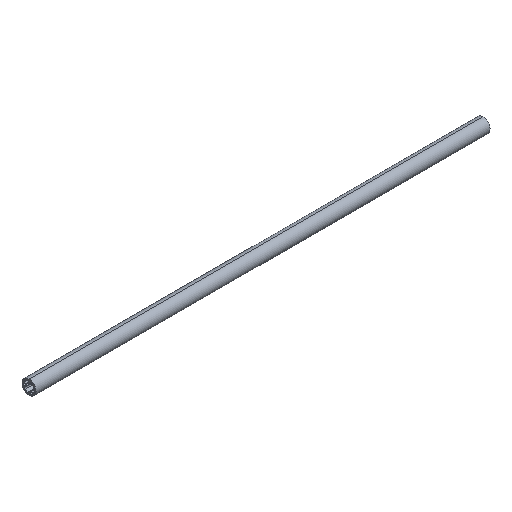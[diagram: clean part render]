
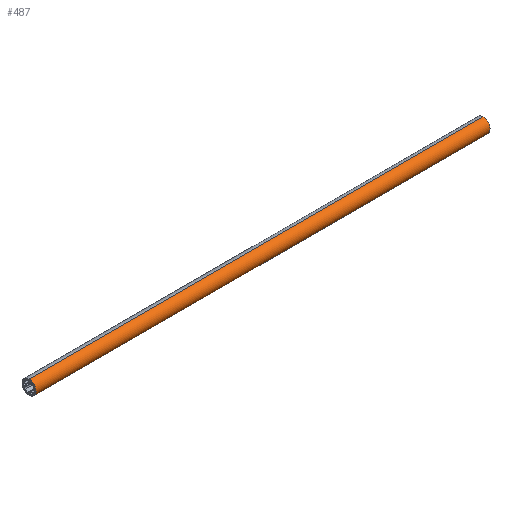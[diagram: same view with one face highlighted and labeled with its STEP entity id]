
A CAD part, isometric view. The second image highlights one B-rep face of the part: STEP entity #487.
In plain terms, the highlighted cylindrical face has radius 12.5 mm (diameter 25 mm), a partial arc.
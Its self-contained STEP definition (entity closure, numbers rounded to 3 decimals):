
#34 = VECTOR ( 'NONE', #551, 1000. ) ;
#59 = DIRECTION ( 'NONE',  ( -1., 0., 0. ) ) ;
#75 = VECTOR ( 'NONE', #372, 1000. ) ;
#105 = CARTESIAN_POINT ( 'NONE',  ( 405., 0., -12.5 ) ) ;
#139 = CIRCLE ( 'NONE', #979, 12.5 ) ;
#160 = CIRCLE ( 'NONE', #583, 12.5 ) ;
#179 = CARTESIAN_POINT ( 'NONE',  ( -134.295, 0., 0. ) ) ;
#283 = VERTEX_POINT ( 'NONE', #105 ) ;
#331 = ORIENTED_EDGE ( 'NONE', *, *, #1120, .T. ) ;
#372 = DIRECTION ( 'NONE',  ( -1., 0., 0. ) ) ;
#444 = DIRECTION ( 'NONE',  ( 0., 0., 1. ) ) ;
#480 = DIRECTION ( 'NONE',  ( 0., 0., 1. ) ) ;
#487 = ADVANCED_FACE ( 'NONE', ( #1165 ), #882, .T. ) ;
#491 = ORIENTED_EDGE ( 'NONE', *, *, #927, .F. ) ;
#495 = CARTESIAN_POINT ( 'NONE',  ( -134.295, 0., -12.5 ) ) ;
#551 = DIRECTION ( 'NONE',  ( -1., 0., 0. ) ) ;
#568 = DIRECTION ( 'NONE',  ( -1., 0., 0. ) ) ;
#583 = AXIS2_PLACEMENT_3D ( 'NONE', #1066, #568, #444 ) ;
#604 = DIRECTION ( 'NONE',  ( -1., 0., 0. ) ) ;
#621 = LINE ( 'NONE', #495, #75 ) ;
#652 = EDGE_LOOP ( 'NONE', ( #491, #331, #1050, #1109 ) ) ;
#675 = CARTESIAN_POINT ( 'NONE',  ( -134.295, 0., 12.5 ) ) ;
#722 = VERTEX_POINT ( 'NONE', #855 ) ;
#734 = CARTESIAN_POINT ( 'NONE',  ( -405., 0., -12.5 ) ) ;
#798 = LINE ( 'NONE', #675, #34 ) ;
#832 = EDGE_CURVE ( 'NONE', #722, #910, #798, .T. ) ;
#854 = CARTESIAN_POINT ( 'NONE',  ( 405., 0., 0. ) ) ;
#855 = CARTESIAN_POINT ( 'NONE',  ( 405., 0., 12.5 ) ) ;
#882 = CYLINDRICAL_SURFACE ( 'NONE', #928, 12.5 ) ;
#896 = CARTESIAN_POINT ( 'NONE',  ( -405., 0., 12.5 ) ) ;
#910 = VERTEX_POINT ( 'NONE', #896 ) ;
#927 = EDGE_CURVE ( 'NONE', #283, #1115, #621, .T. ) ;
#928 = AXIS2_PLACEMENT_3D ( 'NONE', #179, #59, #1143 ) ;
#979 = AXIS2_PLACEMENT_3D ( 'NONE', #854, #604, #480 ) ;
#1050 = ORIENTED_EDGE ( 'NONE', *, *, #832, .T. ) ;
#1061 = EDGE_CURVE ( 'NONE', #1115, #910, #160, .T. ) ;
#1066 = CARTESIAN_POINT ( 'NONE',  ( -405., 0., 0. ) ) ;
#1109 = ORIENTED_EDGE ( 'NONE', *, *, #1061, .F. ) ;
#1115 = VERTEX_POINT ( 'NONE', #734 ) ;
#1120 = EDGE_CURVE ( 'NONE', #283, #722, #139, .T. ) ;
#1143 = DIRECTION ( 'NONE',  ( 0., 0., 1. ) ) ;
#1165 = FACE_OUTER_BOUND ( 'NONE', #652, .T. ) ;
